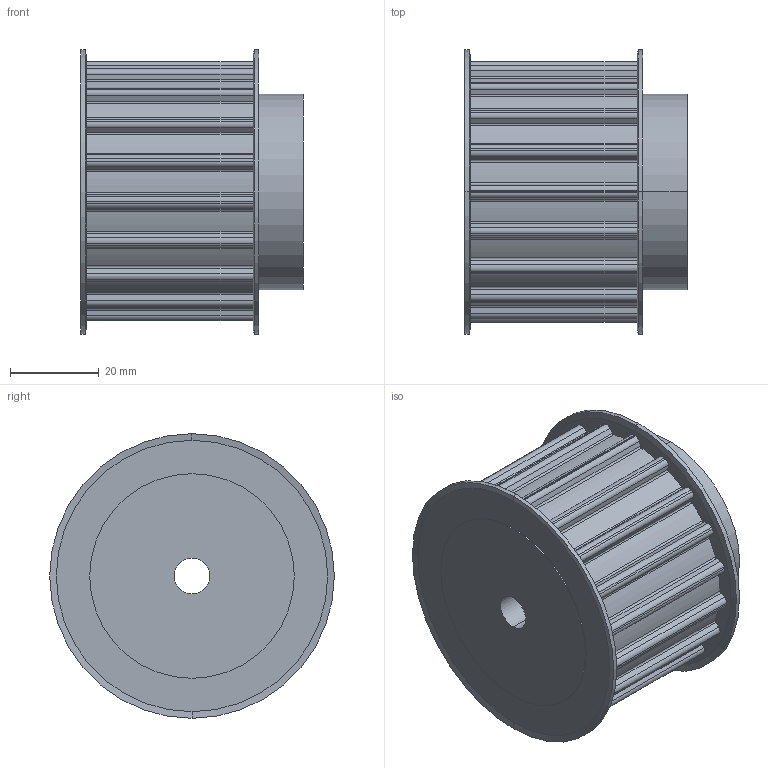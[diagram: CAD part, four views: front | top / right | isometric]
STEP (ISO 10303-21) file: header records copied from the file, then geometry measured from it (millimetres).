
FILE_DESCRIPTION(('STEP AP214'),'1');
FILE_NAME('cctmp_59A70072-9F9C-4F4A-A554-2B20A3F5F563_2021_1_7_12_41_3_151..stp','2021-01-07T11:41:03',('Mulco-Europe EWIV'),('CADClick - www.CADClick.com'),'Spatial InterOp 3D',' ','unknown authorization');
FILE_SCHEMA(('AUTOMOTIVE_DESIGN'));
Length unit declared in the file: millimetre
Products named in the file (1): 2021_01_07__12-41-03-135
Bounding box: 50 x 64 x 64 mm (x, y, z)
Volume: 110482.5 mm3; surface area: 19528.6 mm2
Topology: 1 solids, 1 shells, 180 faces, 511 edges, 338 vertices
Faces by surface type: cylinder 127, plane 45, cone 8
Entity records: 7441 total; most frequent: DIRECTION 1135, CARTESIAN_POINT 1030, ORIENTED_EDGE 1022, EDGE_CURVE 511, AXIS2_PLACEMENT_3D 443, VERTEX_POINT 338, CIRCLE 262, LINE 249
